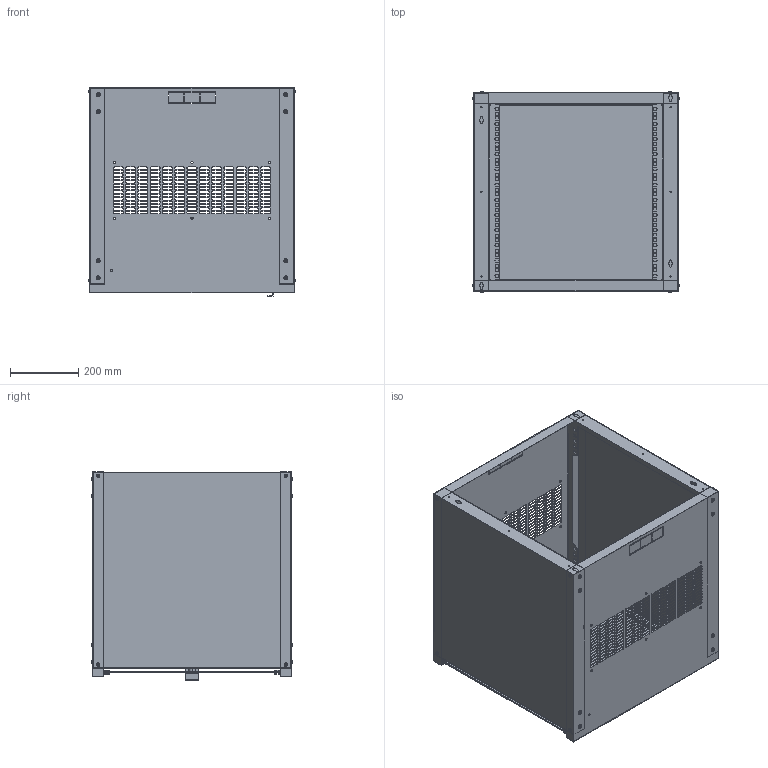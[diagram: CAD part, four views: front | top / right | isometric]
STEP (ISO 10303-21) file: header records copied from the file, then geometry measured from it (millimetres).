
FILE_DESCRIPTION (( 'STEP AP214' ), '1' );
FILE_NAME ('ITK_LINEA_WE_600x600_12U_Stekl.STEP', '2018-11-28T07:20:50', ( '' ), ( '' ), 'SwSTEP 2.0', 'SolidWorks 2014', '' );
FILE_SCHEMA (( 'AUTOMOTIVE_DESIGN' ));
Length unit declared in the file: millimetre
Products named in the file (14): Osnovanie_600õ600; Ugolok_12U; Dver_stekl_12U; Petlya_stekl_00; Gayka; ITK_LINEA_WE_600x600_12U_Stekl; Vint_rezb_Œ4å6; Ruchka; Vint_01; Steklo_12U; Vint_petli; Bokovina_12U; Bokovina_600õ600_12U; Petlya_stekl_01
Assembly tree (46 placements, depth 3):
  ITK_LINEA_WE_600x600_12U_Stekl
    Osnovanie_600õ600  x2
    Bokovina_600õ600_12U  x2
      Bokovina_12U
      Gayka
    Ugolok_12U  x2
    Dver_stekl_12U
      Steklo_12U
      Ruchka
      Petlya_stekl_00
      Vint_petli  x4
      Petlya_stekl_01
    Vint_01  x20
    Vint_rezb_Œ4å6  x8
Bounding box: 604.72 x 588.86 x 609.5 mm (x, y, z)
Volume: 3076079.5 mm3; surface area: 4322412.1 mm2
Topology: 46 solids, 46 shells, 4661 faces, 13134 edges, 8598 vertices
Faces by surface type: plane 2989, cylinder 1494, bspline 96, sphere 56, torus 16, cone 10
Entity records: 64388 total; most frequent: CARTESIAN_POINT 11444, ORIENTED_EDGE 10824, DIRECTION 10610, EDGE_CURVE 5412, VECTOR 3990, LINE 3990, VERTEX_POINT 3560, AXIS2_PLACEMENT_3D 3310
